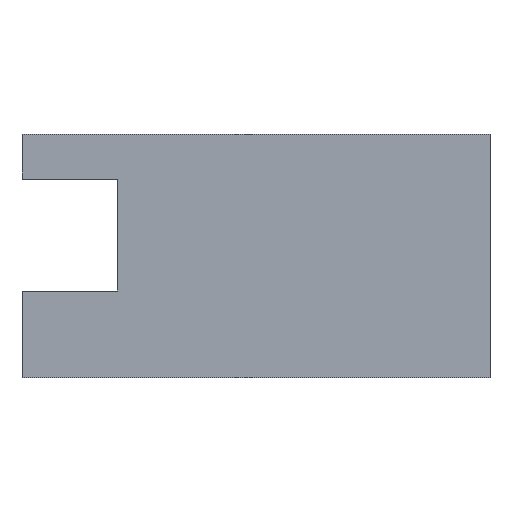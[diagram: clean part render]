
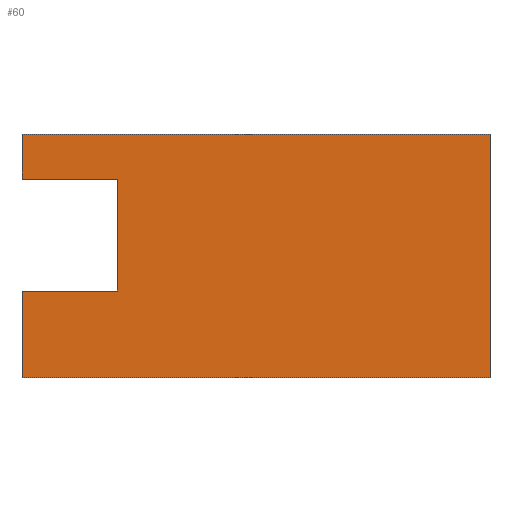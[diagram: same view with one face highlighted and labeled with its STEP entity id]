
A CAD part, front view. The second image highlights one B-rep face of the part: STEP entity #60.
In plain terms, the highlighted planar face has unit normal (0, -1, 0).
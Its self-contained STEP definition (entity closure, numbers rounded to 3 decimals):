
#21 = EDGE_CURVE ( 'NONE', #272, #44, #68, .T. ) ;
#34 = AXIS2_PLACEMENT_3D ( 'NONE', #217, #536, #396 ) ;
#42 = VECTOR ( 'NONE', #340, 1000. ) ;
#44 = VERTEX_POINT ( 'NONE', #128 ) ;
#45 = DIRECTION ( 'NONE',  ( 0., 0., -1. ) ) ;
#60 = ADVANCED_FACE ( 'NONE', ( #355 ), #401, .F. ) ;
#68 = LINE ( 'NONE', #75, #262 ) ;
#75 = CARTESIAN_POINT ( 'NONE',  ( 13., 0., 27.163 ) ) ;
#81 = CARTESIAN_POINT ( 'NONE',  ( 13., 0., 27.163 ) ) ;
#83 = DIRECTION ( 'NONE',  ( 1., 0., 0. ) ) ;
#100 = CARTESIAN_POINT ( 'NONE',  ( 0., 0., 0. ) ) ;
#113 = VERTEX_POINT ( 'NONE', #487 ) ;
#123 = ORIENTED_EDGE ( 'NONE', *, *, #162, .T. ) ;
#128 = CARTESIAN_POINT ( 'NONE',  ( 13., 0., 11.863 ) ) ;
#133 = VERTEX_POINT ( 'NONE', #134 ) ;
#134 = CARTESIAN_POINT ( 'NONE',  ( 0., 0., 11.863 ) ) ;
#136 = LINE ( 'NONE', #81, #291 ) ;
#141 = DIRECTION ( 'NONE',  ( 0., 0., -1. ) ) ;
#147 = LINE ( 'NONE', #100, #168 ) ;
#161 = VERTEX_POINT ( 'NONE', #503 ) ;
#162 = EDGE_CURVE ( 'NONE', #572, #272, #136, .T. ) ;
#168 = VECTOR ( 'NONE', #191, 1000. ) ;
#171 = EDGE_CURVE ( 'NONE', #44, #133, #335, .T. ) ;
#172 = ORIENTED_EDGE ( 'NONE', *, *, #560, .F. ) ;
#175 = DIRECTION ( 'NONE',  ( -1., 0., 0. ) ) ;
#188 = CARTESIAN_POINT ( 'NONE',  ( 64., 0., 0. ) ) ;
#191 = DIRECTION ( 'NONE',  ( 1., 0., 0. ) ) ;
#207 = EDGE_LOOP ( 'NONE', ( #578, #453, #548, #294, #172, #237, #529, #123 ) ) ;
#217 = CARTESIAN_POINT ( 'NONE',  ( 0., 0., 33.3 ) ) ;
#237 = ORIENTED_EDGE ( 'NONE', *, *, #412, .F. ) ;
#240 = CARTESIAN_POINT ( 'NONE',  ( 64., 0., 33.3 ) ) ;
#262 = VECTOR ( 'NONE', #306, 1000. ) ;
#265 = VECTOR ( 'NONE', #45, 1000. ) ;
#271 = EDGE_CURVE ( 'NONE', #330, #572, #509, .T. ) ;
#272 = VERTEX_POINT ( 'NONE', #377 ) ;
#288 = CARTESIAN_POINT ( 'NONE',  ( 0., 0., 33.3 ) ) ;
#291 = VECTOR ( 'NONE', #83, 1000. ) ;
#294 = ORIENTED_EDGE ( 'NONE', *, *, #528, .T. ) ;
#300 = VECTOR ( 'NONE', #141, 1000. ) ;
#306 = DIRECTION ( 'NONE',  ( 0., 0., -1. ) ) ;
#318 = VECTOR ( 'NONE', #175, 1000. ) ;
#326 = CARTESIAN_POINT ( 'NONE',  ( 0., 0., 33.3 ) ) ;
#330 = VERTEX_POINT ( 'NONE', #326 ) ;
#331 = CARTESIAN_POINT ( 'NONE',  ( 0., 0., 33.3 ) ) ;
#335 = LINE ( 'NONE', #589, #318 ) ;
#340 = DIRECTION ( 'NONE',  ( 1., 0., 0. ) ) ;
#343 = VECTOR ( 'NONE', #522, 1000. ) ;
#355 = FACE_OUTER_BOUND ( 'NONE', #207, .T. ) ;
#358 = EDGE_CURVE ( 'NONE', #133, #113, #386, .T. ) ;
#376 = VERTEX_POINT ( 'NONE', #188 ) ;
#377 = CARTESIAN_POINT ( 'NONE',  ( 13., 0., 27.163 ) ) ;
#382 = CARTESIAN_POINT ( 'NONE',  ( 0., 0., 27.163 ) ) ;
#386 = LINE ( 'NONE', #331, #265 ) ;
#396 = DIRECTION ( 'NONE',  ( 0., 0., 1. ) ) ;
#401 = PLANE ( 'NONE',  #34 ) ;
#409 = LINE ( 'NONE', #288, #42 ) ;
#412 = EDGE_CURVE ( 'NONE', #330, #161, #409, .T. ) ;
#453 = ORIENTED_EDGE ( 'NONE', *, *, #171, .T. ) ;
#467 = LINE ( 'NONE', #240, #343 ) ;
#487 = CARTESIAN_POINT ( 'NONE',  ( 0., 0., 0. ) ) ;
#503 = CARTESIAN_POINT ( 'NONE',  ( 64., 0., 33.3 ) ) ;
#509 = LINE ( 'NONE', #549, #300 ) ;
#522 = DIRECTION ( 'NONE',  ( 0., 0., -1. ) ) ;
#528 = EDGE_CURVE ( 'NONE', #113, #376, #147, .T. ) ;
#529 = ORIENTED_EDGE ( 'NONE', *, *, #271, .T. ) ;
#536 = DIRECTION ( 'NONE',  ( 0., 1., 0. ) ) ;
#548 = ORIENTED_EDGE ( 'NONE', *, *, #358, .T. ) ;
#549 = CARTESIAN_POINT ( 'NONE',  ( 0., 0., 33.3 ) ) ;
#560 = EDGE_CURVE ( 'NONE', #161, #376, #467, .T. ) ;
#572 = VERTEX_POINT ( 'NONE', #382 ) ;
#578 = ORIENTED_EDGE ( 'NONE', *, *, #21, .T. ) ;
#589 = CARTESIAN_POINT ( 'NONE',  ( 13., 0., 11.863 ) ) ;
